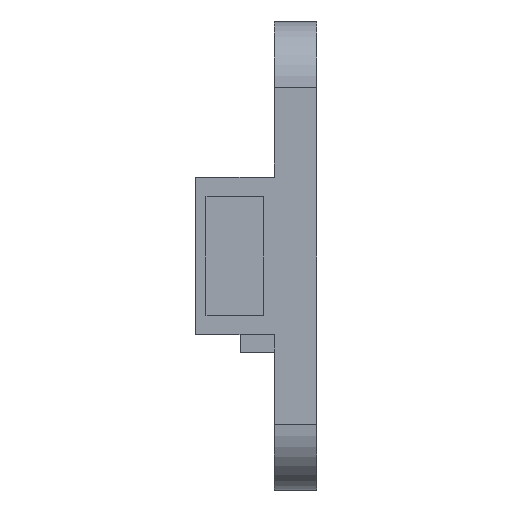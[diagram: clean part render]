
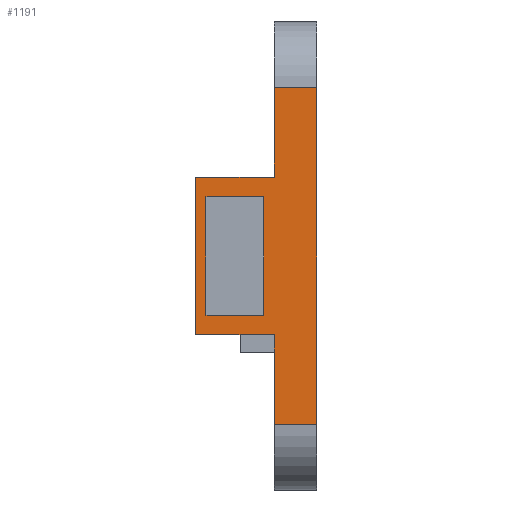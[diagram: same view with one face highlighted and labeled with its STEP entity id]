
A CAD part, left-side view. The second image highlights one B-rep face of the part: STEP entity #1191.
In plain terms, the highlighted planar face has unit normal (-1, 0, 0).
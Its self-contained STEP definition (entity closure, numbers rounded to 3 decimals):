
#1 = LINE ( 'NONE', #414, #807 ) ;
#24 = FACE_OUTER_BOUND ( 'NONE', #2504, .T. ) ;
#57 = LINE ( 'NONE', #1682, #1014 ) ;
#72 = VECTOR ( 'NONE', #1574, 1000. ) ;
#172 = DIRECTION ( 'NONE',  ( 0., -1., 0. ) ) ;
#210 = EDGE_CURVE ( 'NONE', #1008, #1070, #2145, .T. ) ;
#239 = DIRECTION ( 'NONE',  ( 1., 0., 0. ) ) ;
#306 = EDGE_CURVE ( 'NONE', #1008, #2614, #1223, .T. ) ;
#352 = DIRECTION ( 'NONE',  ( 0., -1., 0. ) ) ;
#361 = DIRECTION ( 'NONE',  ( 0., -1., 0. ) ) ;
#369 = ORIENTED_EDGE ( 'NONE', *, *, #210, .F. ) ;
#398 = LINE ( 'NONE', #1669, #898 ) ;
#414 = CARTESIAN_POINT ( 'NONE',  ( -12.7, 1.6, 6.39 ) ) ;
#415 = VERTEX_POINT ( 'NONE', #2517 ) ;
#454 = EDGE_CURVE ( 'NONE', #2566, #1237, #57, .T. ) ;
#495 = EDGE_CURVE ( 'NONE', #415, #2614, #1738, .T. ) ;
#501 = EDGE_LOOP ( 'NONE', ( #664, #1210, #2679, #1709 ) ) ;
#546 = VECTOR ( 'NONE', #361, 1000. ) ;
#572 = ORIENTED_EDGE ( 'NONE', *, *, #2478, .F. ) ;
#623 = DIRECTION ( 'NONE',  ( 0., 0., -1. ) ) ;
#627 = ORIENTED_EDGE ( 'NONE', *, *, #495, .F. ) ;
#637 = VECTOR ( 'NONE', #352, 1000. ) ;
#664 = ORIENTED_EDGE ( 'NONE', *, *, #1586, .T. ) ;
#693 = CARTESIAN_POINT ( 'NONE',  ( -12.7, 1.6, 6.39 ) ) ;
#789 = VERTEX_POINT ( 'NONE', #2096 ) ;
#807 = VECTOR ( 'NONE', #878, 1000. ) ;
#861 = PLANE ( 'NONE',  #1643 ) ;
#877 = EDGE_CURVE ( 'NONE', #956, #2526, #2080, .T. ) ;
#878 = DIRECTION ( 'NONE',  ( 0., 1., 0. ) ) ;
#891 = CARTESIAN_POINT ( 'NONE',  ( -12.7, 1.6, 8.89 ) ) ;
#898 = VECTOR ( 'NONE', #2469, 1000. ) ;
#929 = LINE ( 'NONE', #1362, #637 ) ;
#956 = VERTEX_POINT ( 'NONE', #2579 ) ;
#1008 = VERTEX_POINT ( 'NONE', #2553 ) ;
#1009 = VERTEX_POINT ( 'NONE', #1350 ) ;
#1014 = VECTOR ( 'NONE', #1724, 1000. ) ;
#1058 = ORIENTED_EDGE ( 'NONE', *, *, #1882, .T. ) ;
#1070 = VERTEX_POINT ( 'NONE', #2232 ) ;
#1162 = LINE ( 'NONE', #2221, #546 ) ;
#1191 = ADVANCED_FACE ( 'NONE', ( #24, #2523 ), #861, .F. ) ;
#1210 = ORIENTED_EDGE ( 'NONE', *, *, #1743, .T. ) ;
#1215 = VERTEX_POINT ( 'NONE', #2507 ) ;
#1218 = CARTESIAN_POINT ( 'NONE',  ( -12.7, 1.6, 3. ) ) ;
#1223 = LINE ( 'NONE', #1431, #1814 ) ;
#1237 = VERTEX_POINT ( 'NONE', #693 ) ;
#1262 = CARTESIAN_POINT ( 'NONE',  ( -12.7, 1.6, 8.89 ) ) ;
#1285 = ORIENTED_EDGE ( 'NONE', *, *, #2144, .T. ) ;
#1306 = VECTOR ( 'NONE', #1436, 1000. ) ;
#1350 = CARTESIAN_POINT ( 'NONE',  ( -12.7, 0., 6.39 ) ) ;
#1362 = CARTESIAN_POINT ( 'NONE',  ( -12.7, 4.2, 2.25 ) ) ;
#1401 = ORIENTED_EDGE ( 'NONE', *, *, #306, .T. ) ;
#1431 = CARTESIAN_POINT ( 'NONE',  ( -12.7, 4.6, -3. ) ) ;
#1433 = EDGE_CURVE ( 'NONE', #1215, #1009, #1889, .T. ) ;
#1436 = DIRECTION ( 'NONE',  ( 0., -1., 0. ) ) ;
#1440 = CARTESIAN_POINT ( 'NONE',  ( -12.7, 4.2, 2.25 ) ) ;
#1443 = DIRECTION ( 'NONE',  ( 0., -1., 0. ) ) ;
#1444 = CARTESIAN_POINT ( 'NONE',  ( -12.7, 0., 8.89 ) ) ;
#1451 = CARTESIAN_POINT ( 'NONE',  ( -12.7, 4.2, -2.25 ) ) ;
#1574 = DIRECTION ( 'NONE',  ( 0., 0., 1. ) ) ;
#1586 = EDGE_CURVE ( 'NONE', #956, #1995, #929, .T. ) ;
#1643 = AXIS2_PLACEMENT_3D ( 'NONE', #1262, #239, #623 ) ;
#1648 = LINE ( 'NONE', #1677, #1306 ) ;
#1669 = CARTESIAN_POINT ( 'NONE',  ( -12.7, 2., 2.25 ) ) ;
#1677 = CARTESIAN_POINT ( 'NONE',  ( -12.7, 1.6, -6.39 ) ) ;
#1682 = CARTESIAN_POINT ( 'NONE',  ( -12.7, 1.6, 8.89 ) ) ;
#1709 = ORIENTED_EDGE ( 'NONE', *, *, #877, .F. ) ;
#1724 = DIRECTION ( 'NONE',  ( 0., 0., 1. ) ) ;
#1738 = LINE ( 'NONE', #891, #72 ) ;
#1743 = EDGE_CURVE ( 'NONE', #1995, #789, #398, .T. ) ;
#1814 = VECTOR ( 'NONE', #1443, 1000. ) ;
#1822 = VECTOR ( 'NONE', #2676, 1000. ) ;
#1825 = VECTOR ( 'NONE', #172, 1000. ) ;
#1882 = EDGE_CURVE ( 'NONE', #1009, #1237, #1, .T. ) ;
#1889 = LINE ( 'NONE', #1444, #1822 ) ;
#1995 = VERTEX_POINT ( 'NONE', #2350 ) ;
#2046 = LINE ( 'NONE', #2269, #1825 ) ;
#2047 = CARTESIAN_POINT ( 'NONE',  ( -12.7, 1.6, -3. ) ) ;
#2080 = LINE ( 'NONE', #1440, #2163 ) ;
#2096 = CARTESIAN_POINT ( 'NONE',  ( -12.7, 2., -2.25 ) ) ;
#2118 = EDGE_CURVE ( 'NONE', #2526, #789, #2046, .T. ) ;
#2144 = EDGE_CURVE ( 'NONE', #415, #1215, #1648, .T. ) ;
#2145 = LINE ( 'NONE', #2573, #2495 ) ;
#2163 = VECTOR ( 'NONE', #2260, 1000. ) ;
#2221 = CARTESIAN_POINT ( 'NONE',  ( -12.7, 4.6, 3. ) ) ;
#2232 = CARTESIAN_POINT ( 'NONE',  ( -12.7, 4.6, 3. ) ) ;
#2260 = DIRECTION ( 'NONE',  ( 0., 0., -1. ) ) ;
#2269 = CARTESIAN_POINT ( 'NONE',  ( -12.7, 4.2, -2.25 ) ) ;
#2350 = CARTESIAN_POINT ( 'NONE',  ( -12.7, 2., 2.25 ) ) ;
#2469 = DIRECTION ( 'NONE',  ( 0., 0., -1. ) ) ;
#2478 = EDGE_CURVE ( 'NONE', #1070, #2566, #1162, .T. ) ;
#2495 = VECTOR ( 'NONE', #2563, 1000. ) ;
#2504 = EDGE_LOOP ( 'NONE', ( #627, #1285, #2661, #1058, #2625, #572, #369, #1401 ) ) ;
#2507 = CARTESIAN_POINT ( 'NONE',  ( -12.7, 0., -6.39 ) ) ;
#2517 = CARTESIAN_POINT ( 'NONE',  ( -12.7, 1.6, -6.39 ) ) ;
#2523 = FACE_BOUND ( 'NONE', #501, .T. ) ;
#2526 = VERTEX_POINT ( 'NONE', #1451 ) ;
#2553 = CARTESIAN_POINT ( 'NONE',  ( -12.7, 4.6, -3. ) ) ;
#2563 = DIRECTION ( 'NONE',  ( 0., 0., 1. ) ) ;
#2566 = VERTEX_POINT ( 'NONE', #1218 ) ;
#2573 = CARTESIAN_POINT ( 'NONE',  ( -12.7, 4.6, -3. ) ) ;
#2579 = CARTESIAN_POINT ( 'NONE',  ( -12.7, 4.2, 2.25 ) ) ;
#2614 = VERTEX_POINT ( 'NONE', #2047 ) ;
#2625 = ORIENTED_EDGE ( 'NONE', *, *, #454, .F. ) ;
#2661 = ORIENTED_EDGE ( 'NONE', *, *, #1433, .T. ) ;
#2676 = DIRECTION ( 'NONE',  ( 0., 0., 1. ) ) ;
#2679 = ORIENTED_EDGE ( 'NONE', *, *, #2118, .F. ) ;
